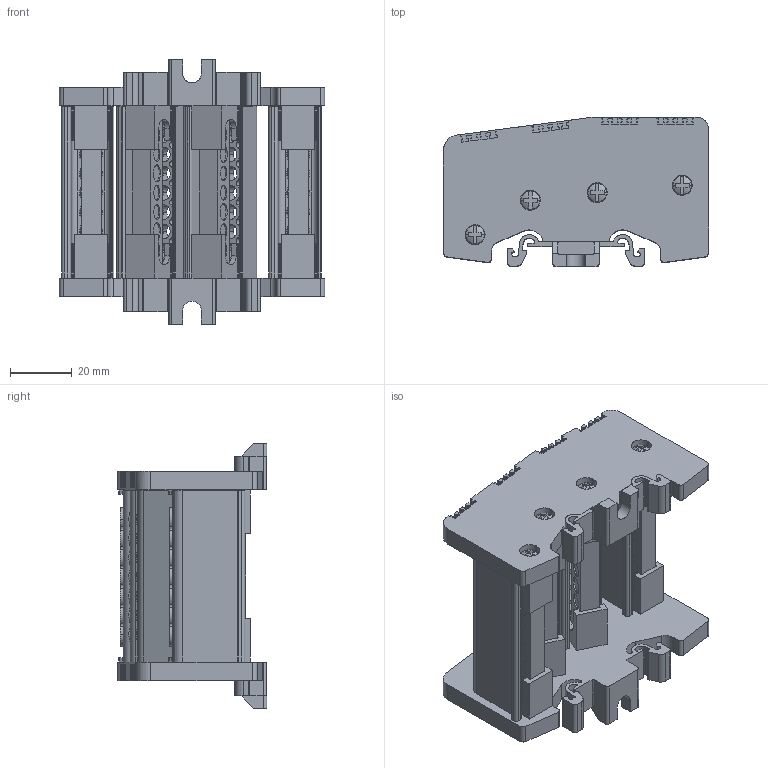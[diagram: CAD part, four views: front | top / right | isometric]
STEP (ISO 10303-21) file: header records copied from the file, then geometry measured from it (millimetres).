
FILE_DESCRIPTION (( 'STEP AP203' ), '1' );
FILE_NAME ('6,5x9 Dört Kutuplu Daðýtýcý Ünite - 7 Delikli.STEP', '2019-01-22T12:48:09', ( '' ), ( '' ), 'SwSTEP 2.0', 'SolidWorks 2011', '' );
FILE_SCHEMA (( 'CONFIG_CONTROL_DESIGN' ));
Length unit declared in the file: millimetre
Products named in the file (1): 6,5x9 Dört Kutuplu Daðýtýcý Ünite - 7 Delikli
Bounding box: 86 x 48.5 x 85.8 mm (x, y, z)
Volume: 78637.4 mm3; surface area: 67730.7 mm2
Topology: 1 solids, 17 shells, 3060 faces, 9038 edges, 6128 vertices
Faces by surface type: plane 1512, cylinder 1034, cone 388, torus 86, bspline 40
Entity records: 129546 total; most frequent: CARTESIAN_POINT 54539, ORIENTED_EDGE 18076, DIRECTION 11859, EDGE_CURVE 9038, VERTEX_POINT 6128, LINE 4521, VECTOR 4521, B_SPLINE_CURVE_WITH_KNOTS 3862
